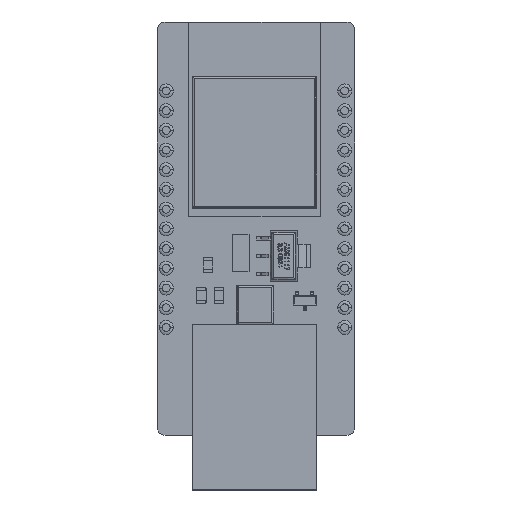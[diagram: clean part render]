
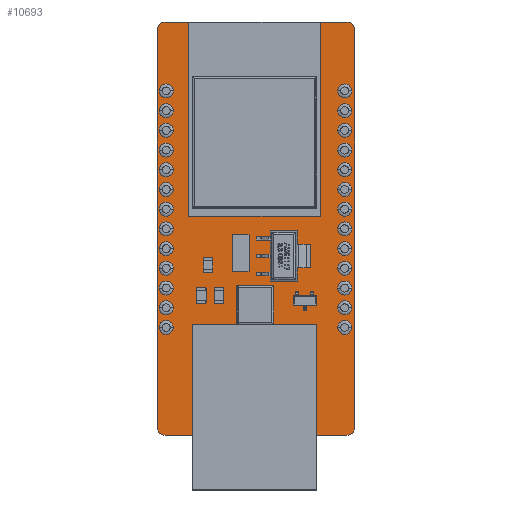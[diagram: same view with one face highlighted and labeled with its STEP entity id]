
A CAD part, top view. The second image highlights one B-rep face of the part: STEP entity #10693.
In plain terms, the highlighted planar face has unit normal (0, 0, 1).
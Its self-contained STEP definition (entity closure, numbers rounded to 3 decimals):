
#481 = LINE ( 'NONE', #3591, #2985 ) ;
#601 = FACE_OUTER_BOUND ( 'NONE', #12512, .T. ) ;
#610 = DIRECTION ( 'NONE',  ( 0., 0., -1. ) ) ;
#681 = DIRECTION ( 'NONE',  ( 0., 0., -1. ) ) ;
#1320 = LINE ( 'NONE', #12859, #2612 ) ;
#1907 = DIRECTION ( 'NONE',  ( 0., 0., 1. ) ) ;
#2073 = DIRECTION ( 'NONE',  ( -1., 0., 0. ) ) ;
#2135 = CARTESIAN_POINT ( 'NONE',  ( 0.7, -0.13, 1.6 ) ) ;
#2143 = EDGE_CURVE ( 'NONE', #21146, #18870, #14106, .T. ) ;
#2442 = CARTESIAN_POINT ( 'NONE',  ( -11., 23., 1.6 ) ) ;
#2612 = VECTOR ( 'NONE', #16607, 1000. ) ;
#2661 = DIRECTION ( 'NONE',  ( -0.707, -0.707, 0. ) ) ;
#2985 = VECTOR ( 'NONE', #16988, 1000. ) ;
#3035 = CIRCLE ( 'NONE', #4807, 1. ) ;
#3406 = DIRECTION ( 'NONE',  ( 0., 0., -1. ) ) ;
#3574 = EDGE_CURVE ( 'NONE', #5229, #18865, #19052, .T. ) ;
#3591 = CARTESIAN_POINT ( 'NONE',  ( -5.65, -29.26, 1.6 ) ) ;
#4394 = CARTESIAN_POINT ( 'NONE',  ( 12.4, -29.26, 1.6 ) ) ;
#4553 = ORIENTED_EDGE ( 'NONE', *, *, #19150, .F. ) ;
#4807 = AXIS2_PLACEMENT_3D ( 'NONE', #18827, #13683, #20305 ) ;
#5108 = ORIENTED_EDGE ( 'NONE', *, *, #2143, .F. ) ;
#5229 = VERTEX_POINT ( 'NONE', #8497 ) ;
#5279 = CARTESIAN_POINT ( 'NONE',  ( 12.4, 23., 1.6 ) ) ;
#5307 = DIRECTION ( 'NONE',  ( -0.707, -0.707, 0. ) ) ;
#5818 = EDGE_CURVE ( 'NONE', #14721, #12370, #7085, .T. ) ;
#6106 = DIRECTION ( 'NONE',  ( 0.707, -0.707, 0. ) ) ;
#6114 = AXIS2_PLACEMENT_3D ( 'NONE', #16104, #14456, #7258 ) ;
#6214 = DIRECTION ( 'NONE',  ( 0., 0., -1. ) ) ;
#6256 = CIRCLE ( 'NONE', #11529, 1. ) ;
#6729 = CARTESIAN_POINT ( 'NONE',  ( -11., 23., 1.6 ) ) ;
#7037 = EDGE_CURVE ( 'NONE', #18865, #12370, #6256, .T. ) ;
#7085 = LINE ( 'NONE', #15497, #14707 ) ;
#7258 = DIRECTION ( 'NONE',  ( 0.707, -0.707, 0. ) ) ;
#7381 = DIRECTION ( 'NONE',  ( 1., 0., 0. ) ) ;
#7502 = CARTESIAN_POINT ( 'NONE',  ( -11.707, 23.707, 1.6 ) ) ;
#7746 = AXIS2_PLACEMENT_3D ( 'NONE', #17721, #6214, #6106 ) ;
#7821 = CARTESIAN_POINT ( 'NONE',  ( 13.4, 24., 1.6 ) ) ;
#7828 = EDGE_CURVE ( 'NONE', #13411, #21146, #7879, .T. ) ;
#7879 = CIRCLE ( 'NONE', #6114, 1. ) ;
#8349 = CARTESIAN_POINT ( 'NONE',  ( 13.107, -28.967, 1.6 ) ) ;
#8497 = CARTESIAN_POINT ( 'NONE',  ( -12., 23., 1.6 ) ) ;
#9081 = ORIENTED_EDGE ( 'NONE', *, *, #17229, .F. ) ;
#9651 = CARTESIAN_POINT ( 'NONE',  ( 13.107, 23.707, 1.6 ) ) ;
#10139 = DIRECTION ( 'NONE',  ( -0.707, 0.707, 0. ) ) ;
#10176 = CARTESIAN_POINT ( 'NONE',  ( -11., -29.26, 1.6 ) ) ;
#10247 = VERTEX_POINT ( 'NONE', #21804 ) ;
#10693 = ADVANCED_FACE ( 'NONE', ( #601 ), #17328, .T. ) ;
#10816 = ORIENTED_EDGE ( 'NONE', *, *, #17685, .T. ) ;
#10845 = VERTEX_POINT ( 'NONE', #12568 ) ;
#10917 = CARTESIAN_POINT ( 'NONE',  ( 13.4, -28.26, 1.6 ) ) ;
#11102 = AXIS2_PLACEMENT_3D ( 'NONE', #2135, #1907, #7381 ) ;
#11106 = AXIS2_PLACEMENT_3D ( 'NONE', #15951, #21149, #2661 ) ;
#11529 = AXIS2_PLACEMENT_3D ( 'NONE', #2442, #681, #12648 ) ;
#11644 = AXIS2_PLACEMENT_3D ( 'NONE', #6729, #3406, #10139 ) ;
#11666 = CARTESIAN_POINT ( 'NONE',  ( -11., 24., 1.6 ) ) ;
#12370 = VERTEX_POINT ( 'NONE', #11666 ) ;
#12512 = EDGE_LOOP ( 'NONE', ( #18035, #10816, #13980, #4553, #13080, #17499, #13927, #17841, #9081, #14587, #17717, #5108 ) ) ;
#12543 = VECTOR ( 'NONE', #20969, 1000. ) ;
#12568 = CARTESIAN_POINT ( 'NONE',  ( -12., -28.26, 1.6 ) ) ;
#12648 = DIRECTION ( 'NONE',  ( -0.707, 0.707, 0. ) ) ;
#12859 = CARTESIAN_POINT ( 'NONE',  ( -12., -24.26, 1.6 ) ) ;
#13063 = EDGE_CURVE ( 'NONE', #5229, #10845, #1320, .T. ) ;
#13080 = ORIENTED_EDGE ( 'NONE', *, *, #5818, .T. ) ;
#13411 = VERTEX_POINT ( 'NONE', #10917 ) ;
#13683 = DIRECTION ( 'NONE',  ( 0., 0., -1. ) ) ;
#13927 = ORIENTED_EDGE ( 'NONE', *, *, #3574, .F. ) ;
#13980 = ORIENTED_EDGE ( 'NONE', *, *, #16359, .F. ) ;
#13985 = AXIS2_PLACEMENT_3D ( 'NONE', #14069, #20456, #5307 ) ;
#14069 = CARTESIAN_POINT ( 'NONE',  ( -11., -28.26, 1.6 ) ) ;
#14106 = CIRCLE ( 'NONE', #7746, 1. ) ;
#14456 = DIRECTION ( 'NONE',  ( 0., 0., -1. ) ) ;
#14587 = ORIENTED_EDGE ( 'NONE', *, *, #16158, .F. ) ;
#14707 = VECTOR ( 'NONE', #2073, 1000. ) ;
#14721 = VERTEX_POINT ( 'NONE', #15392 ) ;
#15392 = CARTESIAN_POINT ( 'NONE',  ( 12.4, 24., 1.6 ) ) ;
#15398 = CIRCLE ( 'NONE', #18198, 1. ) ;
#15497 = CARTESIAN_POINT ( 'NONE',  ( -12., 24., 1.6 ) ) ;
#15518 = EDGE_CURVE ( 'NONE', #21562, #18870, #481, .T. ) ;
#15951 = CARTESIAN_POINT ( 'NONE',  ( -11., -28.26, 1.6 ) ) ;
#16104 = CARTESIAN_POINT ( 'NONE',  ( 12.4, -28.26, 1.6 ) ) ;
#16158 = EDGE_CURVE ( 'NONE', #21562, #10247, #21382, .T. ) ;
#16359 = EDGE_CURVE ( 'NONE', #18422, #19909, #15398, .T. ) ;
#16607 = DIRECTION ( 'NONE',  ( 0., -1., 0. ) ) ;
#16988 = DIRECTION ( 'NONE',  ( 1., 0., 0. ) ) ;
#17229 = EDGE_CURVE ( 'NONE', #10247, #10845, #18508, .T. ) ;
#17328 = PLANE ( 'NONE',  #11102 ) ;
#17499 = ORIENTED_EDGE ( 'NONE', *, *, #7037, .F. ) ;
#17685 = EDGE_CURVE ( 'NONE', #13411, #19909, #18967, .T. ) ;
#17717 = ORIENTED_EDGE ( 'NONE', *, *, #15518, .T. ) ;
#17721 = CARTESIAN_POINT ( 'NONE',  ( 12.4, -28.26, 1.6 ) ) ;
#17841 = ORIENTED_EDGE ( 'NONE', *, *, #13063, .T. ) ;
#18035 = ORIENTED_EDGE ( 'NONE', *, *, #7828, .F. ) ;
#18198 = AXIS2_PLACEMENT_3D ( 'NONE', #5279, #610, #20315 ) ;
#18422 = VERTEX_POINT ( 'NONE', #9651 ) ;
#18508 = CIRCLE ( 'NONE', #11106, 1. ) ;
#18827 = CARTESIAN_POINT ( 'NONE',  ( 12.4, 23., 1.6 ) ) ;
#18865 = VERTEX_POINT ( 'NONE', #7502 ) ;
#18870 = VERTEX_POINT ( 'NONE', #4394 ) ;
#18967 = LINE ( 'NONE', #7821, #12543 ) ;
#19052 = CIRCLE ( 'NONE', #11644, 1. ) ;
#19150 = EDGE_CURVE ( 'NONE', #14721, #18422, #3035, .T. ) ;
#19909 = VERTEX_POINT ( 'NONE', #20958 ) ;
#20305 = DIRECTION ( 'NONE',  ( 0.707, 0.707, 0. ) ) ;
#20315 = DIRECTION ( 'NONE',  ( 0.707, 0.707, 0. ) ) ;
#20456 = DIRECTION ( 'NONE',  ( 0., 0., -1. ) ) ;
#20958 = CARTESIAN_POINT ( 'NONE',  ( 13.4, 23., 1.6 ) ) ;
#20969 = DIRECTION ( 'NONE',  ( 0., 1., 0. ) ) ;
#21146 = VERTEX_POINT ( 'NONE', #8349 ) ;
#21149 = DIRECTION ( 'NONE',  ( 0., 0., -1. ) ) ;
#21382 = CIRCLE ( 'NONE', #13985, 1. ) ;
#21562 = VERTEX_POINT ( 'NONE', #10176 ) ;
#21804 = CARTESIAN_POINT ( 'NONE',  ( -11.707, -28.967, 1.6 ) ) ;
